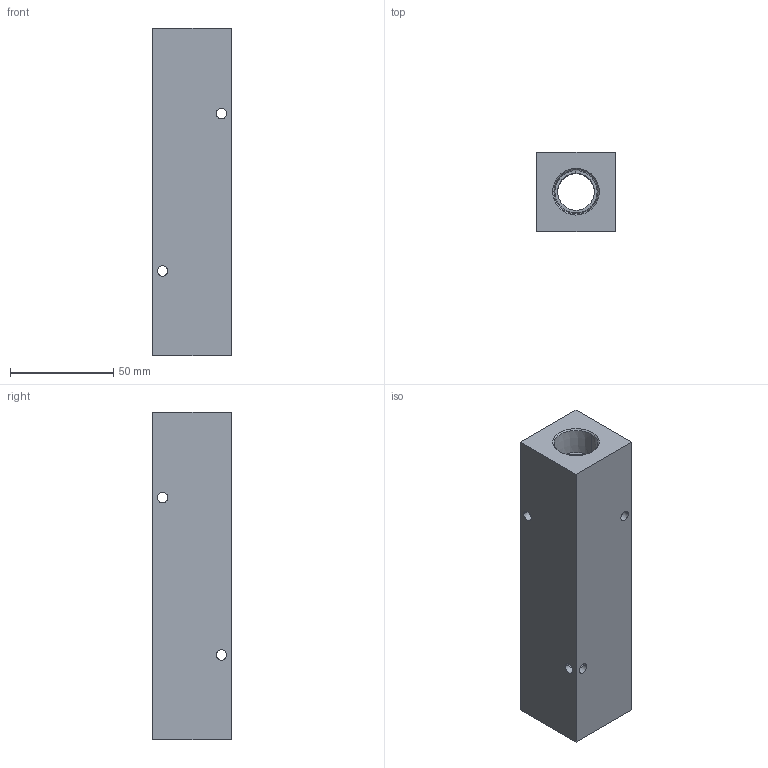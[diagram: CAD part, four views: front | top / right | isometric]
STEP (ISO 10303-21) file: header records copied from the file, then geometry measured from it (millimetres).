
FILE_DESCRIPTION (( 'STEP AP203' ), '1' );
FILE_NAME ('MRA-4ED-W.step', '2015-12-02T21:08:56', ( '' ), ( '' ), 'SwSTEP 2.0', 'SolidWorks 2015', '' );
FILE_SCHEMA (( 'CONFIG_CONTROL_DESIGN' ));
Length unit declared in the file: inch
Products named in the file (1): MRA-4ED-W
Bounding box: 38.1 x 38.1 x 158.75 mm (x, y, z)
Volume: 175524.9 mm3; surface area: 38610 mm2
Topology: 1 solids, 1 shells, 66 faces, 174 edges, 108 vertices
Faces by surface type: cylinder 26, cone 24, plane 16
Entity records: 2481 total; most frequent: CARTESIAN_POINT 773, ORIENTED_EDGE 348, DIRECTION 332, EDGE_CURVE 174, AXIS2_PLACEMENT_3D 131, VERTEX_POINT 108, EDGE_LOOP 86, LINE 70
